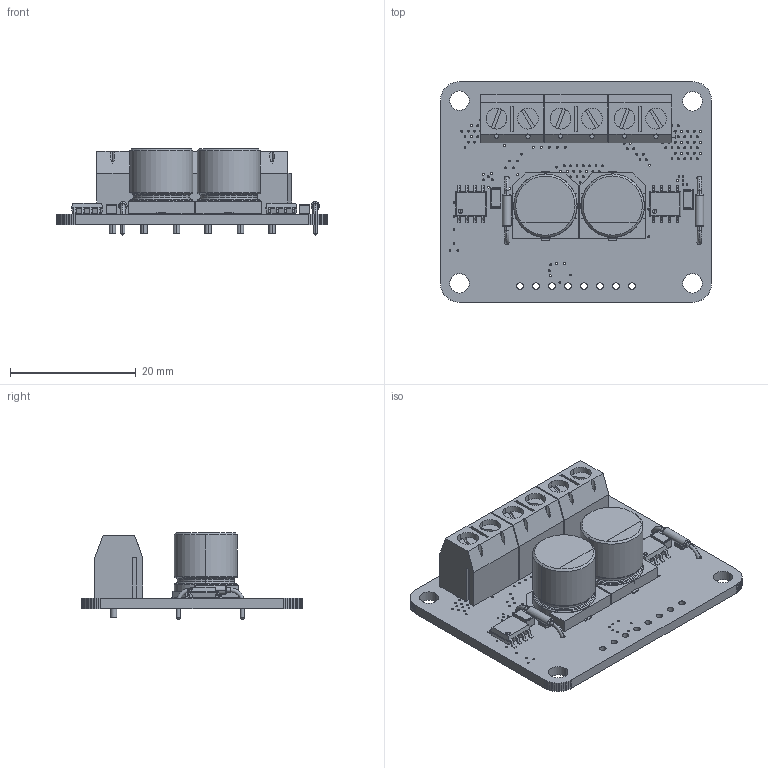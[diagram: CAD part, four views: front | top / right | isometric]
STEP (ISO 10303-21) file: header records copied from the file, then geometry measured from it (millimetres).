
FILE_DESCRIPTION(('PCB Model'),'2;1');
FILE_NAME('MD-10116-7Semi Vikram-453R6D 45V 3.STEP','2024-01-03T20:07:04',( 'pritesh'),('Unspecified'),'Open CASCADE STEP processor 6.8', 'Proteus','Unknown');
FILE_SCHEMA(('CONFIG_CONTROL_DESIGN','SHAPE_APPEARANCE_LAYER_MIM'));
Length unit declared in the file: millimetre
Products named in the file (43): Open CASCADE STEP translator 6.8 2; Layer_1; J1; Open CASCADE STEP translator 6.8 2.2.1; Body_1; J2; Open CASCADE STEP translator 6.8 2.3.1; J4; Open CASCADE STEP translator 6.8 2.4.1; C2; Open CASCADE STEP translator 6.8 2.5.1; C4; Open CASCADE STEP translator 6.8 2.6.1; U1; Open CASCADE STEP translator 6.8 2.7.1; U2; Open CASCADE STEP translator 6.8 2.8.1; R2; Open CASCADE STEP translator 6.8 2.9.1; Pin_1; Pin_2; R4; R1; Open CASCADE STEP translator 6.8 2.11.1; =>[0:1:1:3]; =>[0:1:1:4]; =>[0:1:1:5]; =>[0:1:1:6]; R3; Open CASCADE STEP translator 6.8 2.12.1; C1; Open CASCADE STEP translator 6.8 2.13.1; Part_3; Part_2; Part_1; C3; Open CASCADE STEP translator 6.8 2.14.1
Assembly tree (51 placements, depth 5):
  Open CASCADE STEP translator 6.8 2
    Layer_1
    J1
      Open CASCADE STEP translator 6.8 2.2.1
        Body_1
    J2
      Open CASCADE STEP translator 6.8 2.3.1
        Body_1
    J4
      Open CASCADE STEP translator 6.8 2.4.1
        Body_1
    C2
      Open CASCADE STEP translator 6.8 2.5.1
        Body_1
    C4
      Open CASCADE STEP translator 6.8 2.6.1
        Body_1
    U1
      Open CASCADE STEP translator 6.8 2.7.1
        Body_1
    U2
      Open CASCADE STEP translator 6.8 2.8.1
        Body_1
    R2
      Open CASCADE STEP translator 6.8 2.9.1
        Body_1
        Pin_1
        Pin_2
    R4
      Open CASCADE STEP translator 6.8 2.9.1
        Body_1
        Pin_1
        Pin_2
    R1
      Open CASCADE STEP translator 6.8 2.11.1
        Body_1
          =>[0:1:1:3]
          =>[0:1:1:4]
          =>[0:1:1:5]
          =>[0:1:1:6]
    R3
      Open CASCADE STEP translator 6.8 2.12.1
        Body_1
          =>[0:1:1:3]
          =>[0:1:1:4]
          =>[0:1:1:5]
          =>[0:1:1:6]
    C1
      Open CASCADE STEP translator 6.8 2.13.1
        Body_1
          Part_3
          Part_2
          Part_1
    C3
      Open CASCADE STEP translator 6.8 2.14.1
        Body_1
          Part_3
          Part_2
          Part_1
Bounding box: 43 x 35 x 13.74 mm (x, y, z)
Volume: 5808.5 mm3; surface area: 7821.4 mm2
Topology: 28 solids, 28 shells, 1747 faces, 4708 edges, 3044 vertices
Faces by surface type: plane 811, cylinder 770, bspline 98, sphere 28, torus 24, cone 12, extrusion 4
Entity records: 43732 total; most frequent: CARTESIAN_POINT 9582, DIRECTION 6265, ORIENTED_EDGE 6160, EDGE_CURVE 3080, AXIS2_PLACEMENT_3D 2445, VERTEX_POINT 2016, FACE_BOUND 1668, EDGE_LOOP 1668
